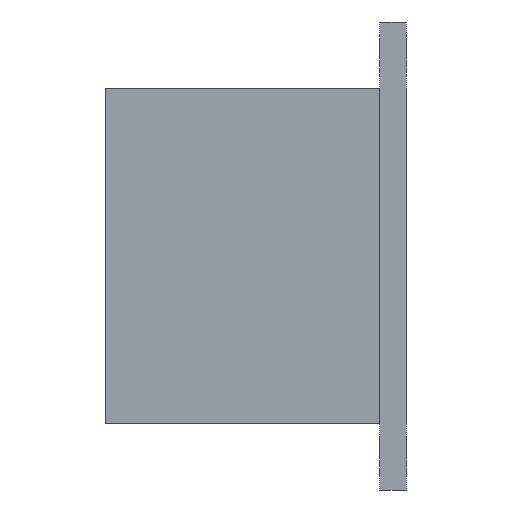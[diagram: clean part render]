
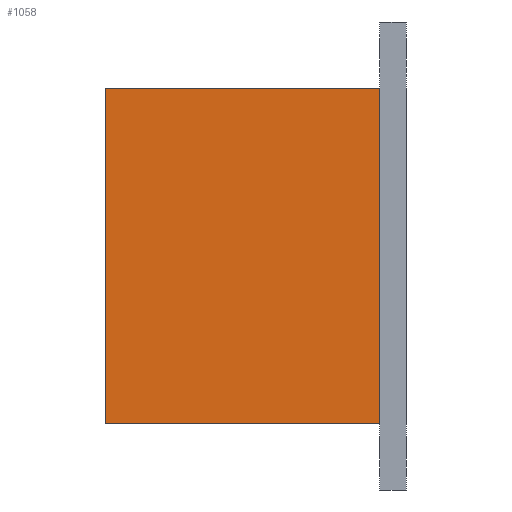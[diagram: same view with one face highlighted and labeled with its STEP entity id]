
A CAD part, left-side view. The second image highlights one B-rep face of the part: STEP entity #1058.
In plain terms, the highlighted planar face has unit normal (-1, 0, 0).
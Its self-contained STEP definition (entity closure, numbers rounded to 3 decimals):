
#278=ORIENTED_EDGE('',*,*,#467,.T.);
#279=ORIENTED_EDGE('',*,*,#468,.F.);
#280=ORIENTED_EDGE('',*,*,#469,.F.);
#281=ORIENTED_EDGE('',*,*,#465,.T.);
#465=EDGE_CURVE('',#575,#574,#681,.T.);
#467=EDGE_CURVE('',#574,#576,#683,.T.);
#468=EDGE_CURVE('',#577,#576,#684,.T.);
#469=EDGE_CURVE('',#575,#577,#685,.T.);
#574=VERTEX_POINT('',#1685);
#575=VERTEX_POINT('',#1687);
#576=VERTEX_POINT('',#1691);
#577=VERTEX_POINT('',#1693);
#681=LINE('',#1686,#801);
#683=LINE('',#1690,#803);
#684=LINE('',#1692,#804);
#685=LINE('',#1694,#805);
#801=VECTOR('',#1394,1000.);
#803=VECTOR('',#1398,1000.);
#804=VECTOR('',#1399,1000.);
#805=VECTOR('',#1400,1000.);
#887=EDGE_LOOP('',(#278,#279,#280,#281));
#959=FACE_BOUND('',#887,.T.);
#1005=PLANE('',#1162);
#1058=ADVANCED_FACE('',(#959),#1005,.F.);
#1162=AXIS2_PLACEMENT_3D('',#1689,#1396,#1397);
#1394=DIRECTION('',(0.,-1.,0.));
#1396=DIRECTION('',(1.,0.,0.));
#1397=DIRECTION('',(0.,0.,-1.));
#1398=DIRECTION('',(0.,0.,1.));
#1399=DIRECTION('',(0.,-1.,0.));
#1400=DIRECTION('',(0.,0.,1.));
#1685=CARTESIAN_POINT('',(-50.,0.,-25.));
#1686=CARTESIAN_POINT('',(-50.,3.,-25.));
#1687=CARTESIAN_POINT('',(-50.,45.,-25.));
#1689=CARTESIAN_POINT('',(-50.,3.,-25.));
#1690=CARTESIAN_POINT('',(-50.,0.,-25.));
#1691=CARTESIAN_POINT('',(-50.,0.,25.));
#1692=CARTESIAN_POINT('',(-50.,3.,25.));
#1693=CARTESIAN_POINT('',(-50.,45.,25.));
#1694=CARTESIAN_POINT('',(-50.,45.,-25.));
